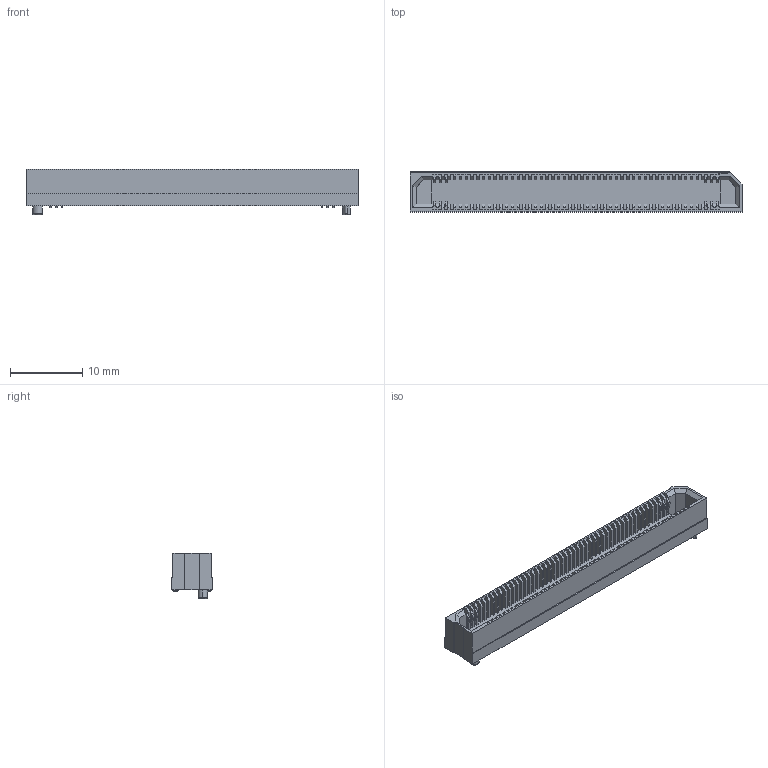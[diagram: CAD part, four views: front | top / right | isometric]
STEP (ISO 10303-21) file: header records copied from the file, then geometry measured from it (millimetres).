
FILE_DESCRIPTION((''),'2;1');
FILE_NAME('SAMTEC_ERF8-050-0.5.0-S-DV-K-TR.stp','2015-02-03T13:55:49',(''),(''),'Mechanical Desktop 2011','Mechanical Desktop 2011',', , ');
FILE_SCHEMA(('AUTOMOTIVE_DESIGN { 1 2 10303 214 1 1 1 1 }'));
Length unit declared in the file: millimetre
Products named in the file (1): Product
Bounding box: 46 x 5.6 x 6.37 mm (x, y, z)
Volume: 632.8 mm3; surface area: 1883.5 mm2
Topology: 25 solids, 25 shells, 809 faces, 2248 edges, 1492 vertices
Faces by surface type: plane 721, cylinder 82, sphere 4, torus 2
Entity records: 25505 total; most frequent: CARTESIAN_POINT 4550, ORIENTED_EDGE 4496, DIRECTION 4036, EDGE_CURVE 2248, VECTOR 2080, LINE 2080, VERTEX_POINT 1492, AXIS2_PLACEMENT_3D 978
